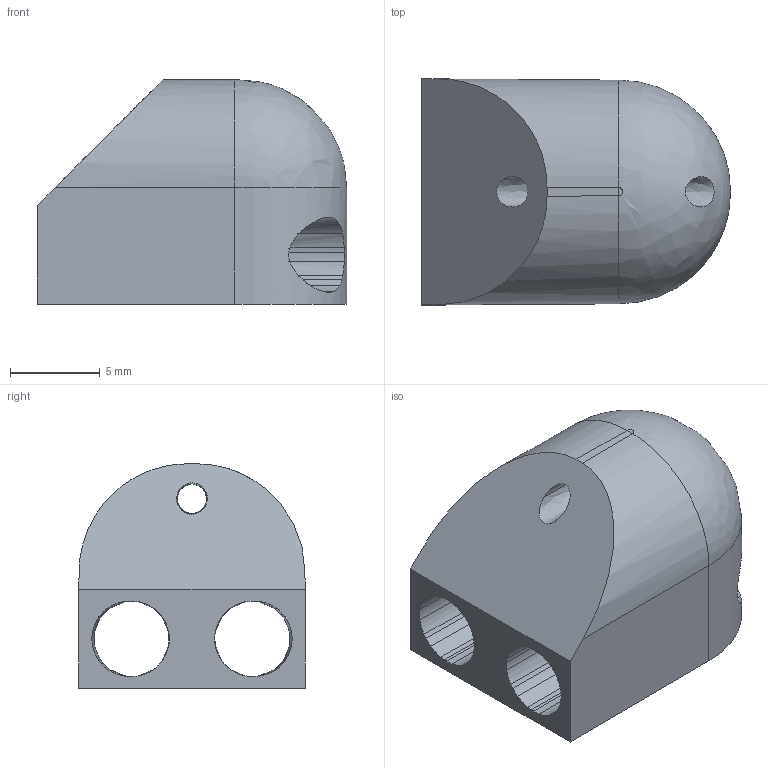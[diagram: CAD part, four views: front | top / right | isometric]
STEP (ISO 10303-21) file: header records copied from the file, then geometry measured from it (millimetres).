
FILE_DESCRIPTION(/* description */ (''),/* implementation_level */ '2;1');
FILE_NAME(/* name */ 'p1 v1.step',/* time_stamp */ '2024-07-28T17:07:55+05:30',/* author */ (''),/* organization */ (''),/* preprocessor_version */ 'ST-DEVELOPER v20',/* originating_system */ 'Autodesk Translation Framework v13.14.0.145',/* authorisation */ '');
FILE_SCHEMA (('AUTOMOTIVE_DESIGN { 1 0 10303 214 3 1 1 }'));
Length unit declared in the file: millimetre
Products named in the file (2): p1; p1-nd-cmp
Assembly tree (1 placements, depth 2):
  p1
    p1-nd-cmp
Bounding box: 17.23 x 12.6 x 12.5 mm (x, y, z)
Volume: 1499.9 mm3; surface area: 1286.4 mm2
Topology: 1 solids, 1 shells, 82 faces, 238 edges, 158 vertices
Faces by surface type: bspline 45, cylinder 29, plane 8
Entity records: 3012 total; most frequent: CARTESIAN_POINT 977, ORIENTED_EDGE 476, DIRECTION 353, EDGE_CURVE 238, VERTEX_POINT 158, AXIS2_PLACEMENT_3D 123, LINE 107, VECTOR 107
